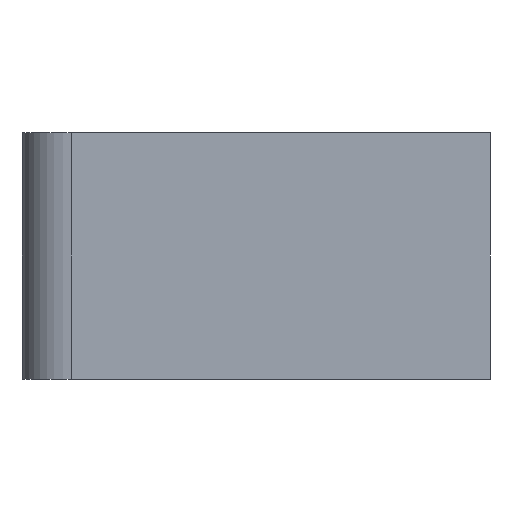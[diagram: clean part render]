
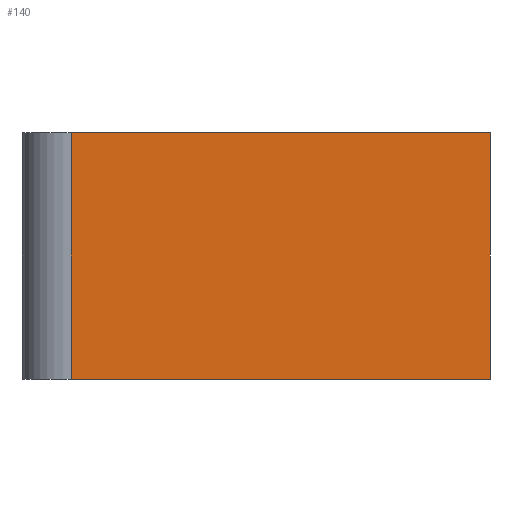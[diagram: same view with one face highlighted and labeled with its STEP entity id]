
A CAD part, front view. The second image highlights one B-rep face of the part: STEP entity #140.
In plain terms, the highlighted planar face has unit normal (0, -1, 0).
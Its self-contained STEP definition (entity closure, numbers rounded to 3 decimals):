
#140=ADVANCED_FACE('',(#173),#161,.F.);
#161=PLANE('',#526);
#173=FACE_OUTER_BOUND('',#194,.T.);
#194=EDGE_LOOP('',(#334,#335,#336,#337));
#222=LINE('',#684,#254);
#234=LINE('',#723,#266);
#240=LINE('',#745,#272);
#245=LINE('',#755,#277);
#254=VECTOR('',#557,1.);
#266=VECTOR('',#585,1.);
#272=VECTOR('',#609,1.);
#277=VECTOR('',#622,1.);
#334=ORIENTED_EDGE('',*,*,#452,.F.);
#335=ORIENTED_EDGE('',*,*,#469,.T.);
#336=ORIENTED_EDGE('',*,*,#433,.T.);
#337=ORIENTED_EDGE('',*,*,#463,.T.);
#394=VERTEX_POINT('',#683);
#395=VERTEX_POINT('',#685);
#413=VERTEX_POINT('',#722);
#414=VERTEX_POINT('',#724);
#433=EDGE_CURVE('',#395,#394,#222,.T.);
#452=EDGE_CURVE('',#413,#414,#234,.T.);
#463=EDGE_CURVE('',#394,#414,#240,.T.);
#469=EDGE_CURVE('',#413,#395,#245,.T.);
#526=AXIS2_PLACEMENT_3D('',#756,#623,#624);
#557=DIRECTION('',(1.,0.,0.));
#585=DIRECTION('',(1.,0.,0.));
#609=DIRECTION('',(0.,0.,1.));
#622=DIRECTION('',(0.,0.,-1.));
#623=DIRECTION('',(0.,1.,0.));
#624=DIRECTION('',(0.,0.,1.));
#683=CARTESIAN_POINT('',(-6.,-58.,0.));
#684=CARTESIAN_POINT('',(-20.,-58.,0.));
#685=CARTESIAN_POINT('',(-23.,-58.,0.));
#722=CARTESIAN_POINT('',(-23.,-58.,10.));
#723=CARTESIAN_POINT('',(-20.,-58.,10.));
#724=CARTESIAN_POINT('',(-6.,-58.,10.));
#745=CARTESIAN_POINT('',(-6.,-58.,10.));
#755=CARTESIAN_POINT('',(-23.,-58.,10.));
#756=CARTESIAN_POINT('',(-20.,-58.,10.));
